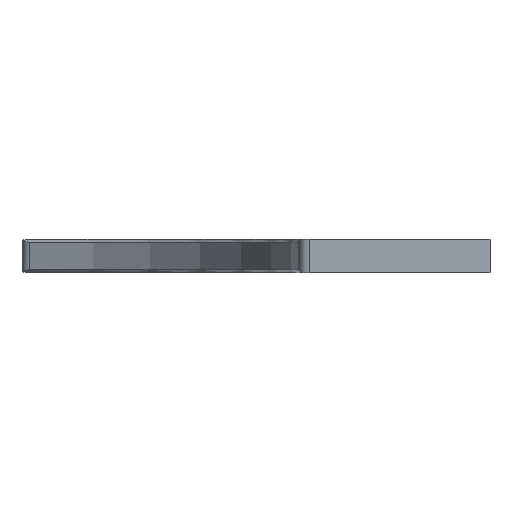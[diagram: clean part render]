
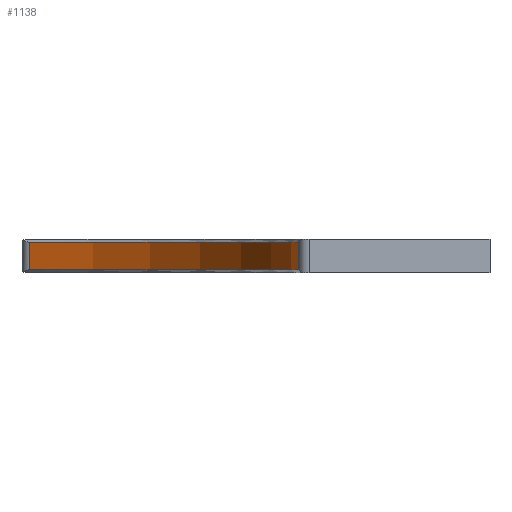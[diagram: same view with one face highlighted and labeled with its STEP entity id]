
A CAD part, front view. The second image highlights one B-rep face of the part: STEP entity #1138.
In plain terms, the highlighted cylindrical face has radius 115.9 mm (diameter 231.8 mm), a partial arc.
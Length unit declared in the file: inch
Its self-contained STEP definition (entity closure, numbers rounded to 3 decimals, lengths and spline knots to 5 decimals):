
#93 = VERTEX_POINT ( 'NONE', #278 ) ;
#135 = ORIENTED_EDGE ( 'NONE', *, *, #5042, .T. ) ;
#278 = CARTESIAN_POINT ( 'NONE',  ( 1.52526, 4.30053, -0.031 ) ) ;
#326 = FACE_OUTER_BOUND ( 'NONE', #3108, .T. ) ;
#514 = EDGE_CURVE ( 'NONE', #1451, #1310, #4098, .T. ) ;
#572 = CARTESIAN_POINT ( 'NONE',  ( 4.56138, 0.12167, -0.3425 ) ) ;
#702 = EDGE_CURVE ( 'NONE', #93, #1451, #2814, .T. ) ;
#1138 = ADVANCED_FACE ( 'NONE', ( #326 ), #5292, .F. ) ;
#1310 = VERTEX_POINT ( 'NONE', #572 ) ;
#1378 = AXIS2_PLACEMENT_3D ( 'NONE', #4095, #4532, #3254 ) ;
#1451 = VERTEX_POINT ( 'NONE', #1843 ) ;
#1530 = LINE ( 'NONE', #4466, #2240 ) ;
#1613 = EDGE_CURVE ( 'NONE', #1310, #4016, #1530, .T. ) ;
#1812 = ORIENTED_EDGE ( 'NONE', *, *, #702, .T. ) ;
#1843 = CARTESIAN_POINT ( 'NONE',  ( 1.52526, 4.30053, -0.3425 ) ) ;
#1935 = CARTESIAN_POINT ( 'NONE',  ( 0., 0., -0.3425 ) ) ;
#1960 = DIRECTION ( 'NONE',  ( 1., 0., 0. ) ) ;
#2116 = DIRECTION ( 'NONE',  ( 1., 0., 0. ) ) ;
#2141 = VECTOR ( 'NONE', #3603, 39.37008 ) ;
#2240 = VECTOR ( 'NONE', #4821, 39.37008 ) ;
#2369 = DIRECTION ( 'NONE',  ( 0., 0., -1. ) ) ;
#2814 = LINE ( 'NONE', #4497, #2141 ) ;
#3072 = ORIENTED_EDGE ( 'NONE', *, *, #1613, .T. ) ;
#3108 = EDGE_LOOP ( 'NONE', ( #3356, #3072, #135, #1812 ) ) ;
#3191 = CARTESIAN_POINT ( 'NONE',  ( 0., 0., -0.3735 ) ) ;
#3254 = DIRECTION ( 'NONE',  ( 1., 0., 0. ) ) ;
#3337 = DIRECTION ( 'NONE',  ( 0., 0., 1. ) ) ;
#3356 = ORIENTED_EDGE ( 'NONE', *, *, #514, .T. ) ;
#3603 = DIRECTION ( 'NONE',  ( 0., 0., -1. ) ) ;
#3766 = CIRCLE ( 'NONE', #1378, 4.563 ) ;
#4016 = VERTEX_POINT ( 'NONE', #4148 ) ;
#4095 = CARTESIAN_POINT ( 'NONE',  ( 0., 0., -0.031 ) ) ;
#4098 = CIRCLE ( 'NONE', #5255, 4.563 ) ;
#4148 = CARTESIAN_POINT ( 'NONE',  ( 4.56138, 0.12167, -0.031 ) ) ;
#4466 = CARTESIAN_POINT ( 'NONE',  ( 4.56138, 0.12167, -0.3735 ) ) ;
#4497 = CARTESIAN_POINT ( 'NONE',  ( 1.52526, 4.30053, -0.3735 ) ) ;
#4532 = DIRECTION ( 'NONE',  ( 0., 0., 1. ) ) ;
#4821 = DIRECTION ( 'NONE',  ( 0., 0., 1. ) ) ;
#4991 = AXIS2_PLACEMENT_3D ( 'NONE', #3191, #3337, #2116 ) ;
#5042 = EDGE_CURVE ( 'NONE', #4016, #93, #3766, .T. ) ;
#5255 = AXIS2_PLACEMENT_3D ( 'NONE', #1935, #2369, #1960 ) ;
#5292 = CYLINDRICAL_SURFACE ( 'NONE', #4991, 4.563 ) ;
